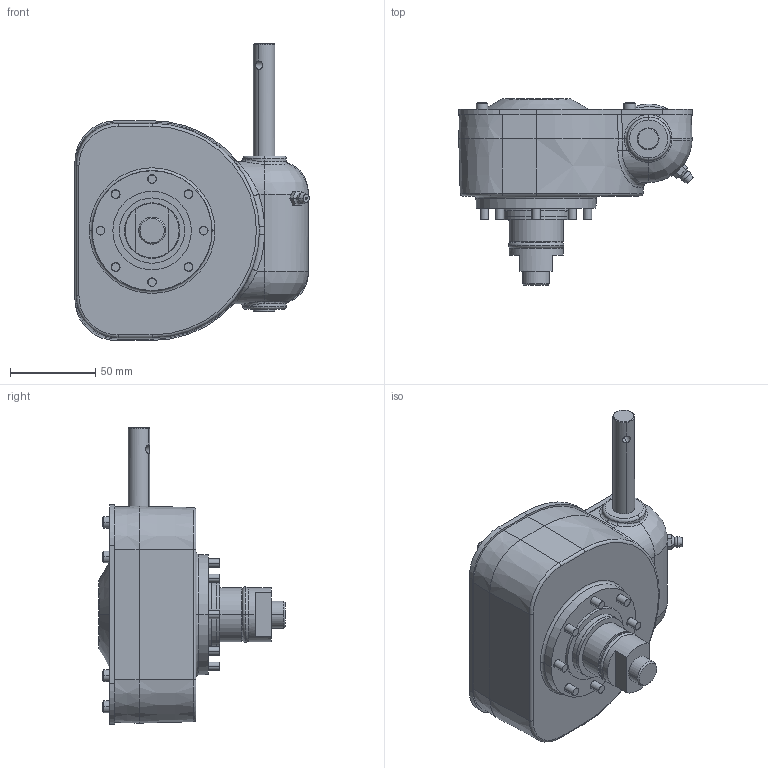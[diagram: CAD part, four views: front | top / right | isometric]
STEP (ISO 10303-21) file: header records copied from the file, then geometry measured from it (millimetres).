
FILE_DESCRIPTION((''),'2;1');
FILE_NAME('D21204_SW0001','2012-09-13T',('jhabe'),(''),'PRO/ENGINEER BY PARAMETRIC TECHNOLOGY CORPORATION, 2011310','PRO/ENGINEER BY PARAMETRIC TECHNOLOGY CORPORATION, 2011310','');
FILE_SCHEMA(('CONFIG_CONTROL_DESIGN'));
Length unit declared in the file: inch
Products named in the file (1): D21204_SW0001
Bounding box: 137.22 x 109.22 x 173.79 mm (x, y, z)
Surface area: 142751 mm2 (no closed solid volume)
Topology: 0 solids, 40 shells, 716 faces, 1844 edges, 1185 vertices
Faces by surface type: plane 254, cylinder 190, bspline 101, torus 81, cone 78, sphere 12
Entity records: 28934 total; most frequent: CARTESIAN_POINT 12040, DIRECTION 3461, ORIENTED_EDGE 3414, EDGE_CURVE 1844, AXIS2_PLACEMENT_3D 1333, VERTEX_POINT 1185, VECTOR 795, LINE 795
